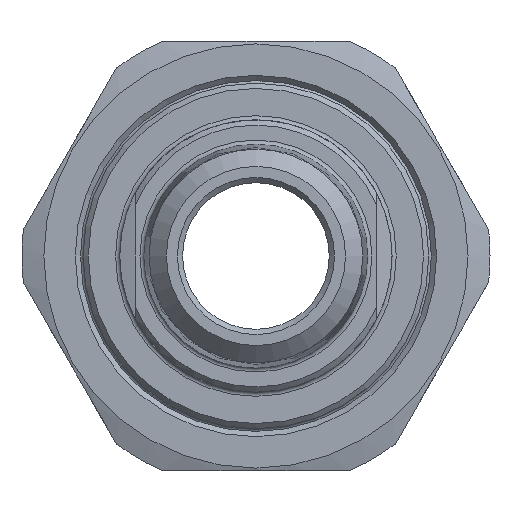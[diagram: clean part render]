
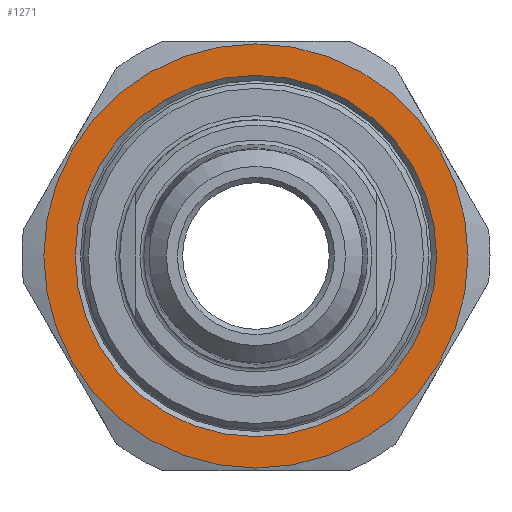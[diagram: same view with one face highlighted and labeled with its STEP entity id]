
A CAD part, left-side view. The second image highlights one B-rep face of the part: STEP entity #1271.
In plain terms, the highlighted planar face has unit normal (-1, 0, 0).
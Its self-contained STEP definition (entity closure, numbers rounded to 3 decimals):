
#76=FACE_BOUND('',#234,.T.);
#94=PLANE('',#1447);
#152=FACE_OUTER_BOUND('',#233,.T.);
#233=EDGE_LOOP('',(#942));
#234=EDGE_LOOP('',(#943));
#442=CIRCLE('',#1436,20.25);
#443=CIRCLE('',#1442,17.25);
#560=VERTEX_POINT('',#2144);
#561=VERTEX_POINT('',#2180);
#692=EDGE_CURVE('',#560,#560,#442,.T.);
#703=EDGE_CURVE('',#561,#561,#443,.T.);
#942=ORIENTED_EDGE('',*,*,#692,.T.);
#943=ORIENTED_EDGE('',*,*,#703,.F.);
#1271=ADVANCED_FACE('',(#152,#76),#94,.F.);
#1436=AXIS2_PLACEMENT_3D('',#2146,#1682,#1683);
#1442=AXIS2_PLACEMENT_3D('',#2181,#1695,#1696);
#1447=AXIS2_PLACEMENT_3D('',#2191,#1707,#1708);
#1682=DIRECTION('center_axis',(-1.,0.,0.));
#1683=DIRECTION('ref_axis',(0.,1.,0.));
#1695=DIRECTION('center_axis',(-1.,0.,0.));
#1696=DIRECTION('ref_axis',(0.,-1.,0.));
#1707=DIRECTION('center_axis',(1.,0.,0.));
#1708=DIRECTION('ref_axis',(0.,0.,-1.));
#2144=CARTESIAN_POINT('',(-17.,-20.25,0.));
#2146=CARTESIAN_POINT('Origin',(-17.,0.,0.));
#2180=CARTESIAN_POINT('',(-17.,17.25,0.));
#2181=CARTESIAN_POINT('Origin',(-17.,0.,0.));
#2191=CARTESIAN_POINT('Origin',(-17.,0.,0.));
